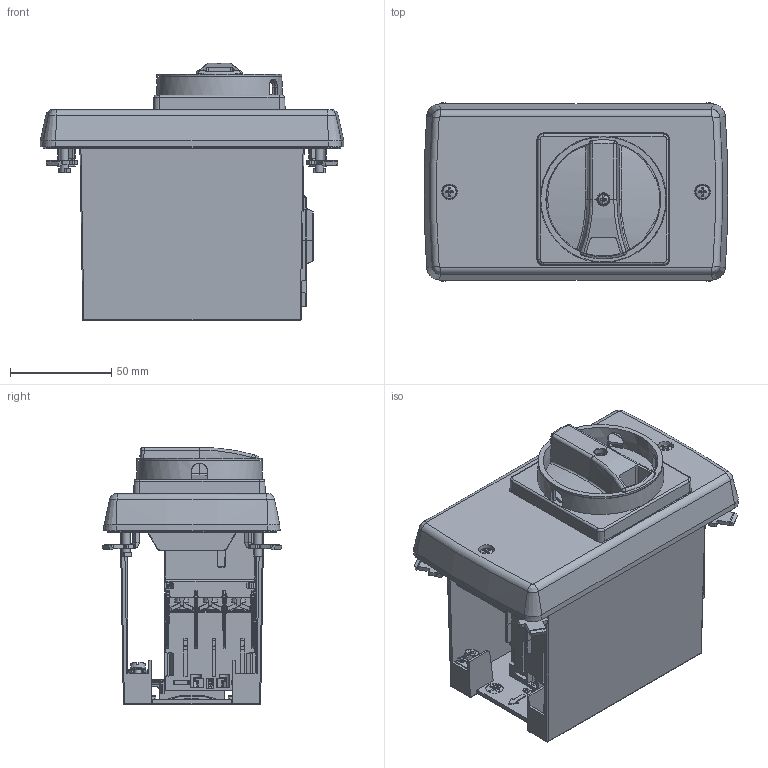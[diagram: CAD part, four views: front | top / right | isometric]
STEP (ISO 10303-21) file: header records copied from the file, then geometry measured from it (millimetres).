
FILE_DESCRIPTION(/* description */ (''),/* implementation_level */ '2;1');
FILE_NAME(/* name */ '3d_SM1Z1725R.stp',/* time_stamp */ '2023-01-17T08:49:52+01:00',/* author */ (''),/* organization */ (''),/* preprocessor_version */ 'ST-DEVELOPER v16.7',/* originating_system */ 'SIEMENS PLM Software NX 12.0',/* authorisation */ '');
FILE_SCHEMA (('AUTOMOTIVE_DESIGN { 1 0 10303 214 3 1 1 1 }'));
Products named in the file (1): Rugg96483F34md7h
Bounding box: 150.09 x 88.81 x 127.1 mm (x, y, z)
Surface area: 187904.7 mm2 (no closed solid volume)
Topology: 0 solids, 46 shells, 4137 faces, 13953 edges, 9666 vertices
Faces by surface type: plane 2010, cylinder 1032, bspline 635, cone 225, torus 150, sphere 79, extrusion 6
Full cylindrical faces by diameter (mm): 2 x1, 3 x2, 3.05 x1, 3.2 x7, 3.3 x1, 4 x16, 4.02 x6, 6 x1, 8 x2, 8.6 x2, 59 x1, 59.5 x1, 61.8 x1
Entity records: 184119 total; most frequent: CARTESIAN_POINT 67585, ORIENTED_EDGE 23708, DIRECTION 22813, EDGE_CURVE 13778, VERTEX_POINT 9621, VECTOR 8511, LINE 8505, AXIS2_PLACEMENT_3D 7151
